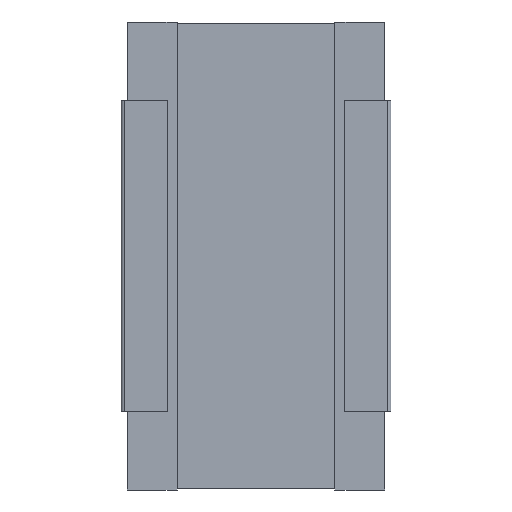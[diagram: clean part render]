
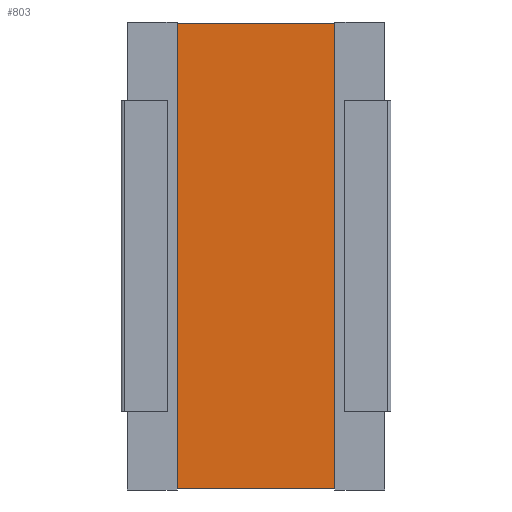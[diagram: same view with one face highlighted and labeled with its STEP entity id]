
A CAD part, front view. The second image highlights one B-rep face of the part: STEP entity #803.
In plain terms, the highlighted planar face has unit normal (0, -1, 0).
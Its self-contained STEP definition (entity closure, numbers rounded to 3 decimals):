
#33 = LINE ( 'NONE', #357, #1379 ) ;
#64 = ORIENTED_EDGE ( 'NONE', *, *, #3697, .T. ) ;
#68 = DIRECTION ( 'NONE',  ( 0., 1., 0. ) ) ;
#167 = LINE ( 'NONE', #3605, #1646 ) ;
#204 = CARTESIAN_POINT ( 'NONE',  ( 13.301, 0.1, -29.9 ) ) ;
#357 = CARTESIAN_POINT ( 'NONE',  ( 3.199, 0.1, -30. ) ) ;
#803 = ADVANCED_FACE ( 'NONE', ( #3158 ), #2731, .F. ) ;
#949 = VECTOR ( 'NONE', #3618, 1000. ) ;
#1011 = VERTEX_POINT ( 'NONE', #2311 ) ;
#1025 = ORIENTED_EDGE ( 'NONE', *, *, #1697, .T. ) ;
#1288 = CARTESIAN_POINT ( 'NONE',  ( 3.199, 0.1, -0.1 ) ) ;
#1379 = VECTOR ( 'NONE', #1506, 1000. ) ;
#1432 = VERTEX_POINT ( 'NONE', #204 ) ;
#1506 = DIRECTION ( 'NONE',  ( 0., 0., 1. ) ) ;
#1543 = CARTESIAN_POINT ( 'NONE',  ( 3.199, 0.1, -29.9 ) ) ;
#1646 = VECTOR ( 'NONE', #2714, 1000. ) ;
#1692 = LINE ( 'NONE', #1543, #949 ) ;
#1697 = EDGE_CURVE ( 'NONE', #3094, #2138, #2143, .T. ) ;
#1745 = ORIENTED_EDGE ( 'NONE', *, *, #3710, .T. ) ;
#2138 = VERTEX_POINT ( 'NONE', #3567 ) ;
#2143 = LINE ( 'NONE', #1288, #2506 ) ;
#2201 = ORIENTED_EDGE ( 'NONE', *, *, #3191, .F. ) ;
#2311 = CARTESIAN_POINT ( 'NONE',  ( 3.199, 0.1, -29.9 ) ) ;
#2431 = CARTESIAN_POINT ( 'NONE',  ( 13.301, 0.1, -0.1 ) ) ;
#2506 = VECTOR ( 'NONE', #3663, 1000. ) ;
#2714 = DIRECTION ( 'NONE',  ( 0., 0., 1. ) ) ;
#2731 = PLANE ( 'NONE',  #3745 ) ;
#2738 = EDGE_LOOP ( 'NONE', ( #1745, #1025, #2201, #64 ) ) ;
#2741 = DIRECTION ( 'NONE',  ( 0., 0., 1. ) ) ;
#2751 = CARTESIAN_POINT ( 'NONE',  ( 3.199, 0.1, -30. ) ) ;
#3094 = VERTEX_POINT ( 'NONE', #2431 ) ;
#3158 = FACE_OUTER_BOUND ( 'NONE', #2738, .T. ) ;
#3191 = EDGE_CURVE ( 'NONE', #1011, #2138, #33, .T. ) ;
#3567 = CARTESIAN_POINT ( 'NONE',  ( 3.199, 0.1, -0.1 ) ) ;
#3605 = CARTESIAN_POINT ( 'NONE',  ( 13.301, 0.1, -30. ) ) ;
#3618 = DIRECTION ( 'NONE',  ( 1., 0., 0. ) ) ;
#3663 = DIRECTION ( 'NONE',  ( -1., 0., 0. ) ) ;
#3697 = EDGE_CURVE ( 'NONE', #1011, #1432, #1692, .T. ) ;
#3710 = EDGE_CURVE ( 'NONE', #1432, #3094, #167, .T. ) ;
#3745 = AXIS2_PLACEMENT_3D ( 'NONE', #2751, #68, #2741 ) ;
